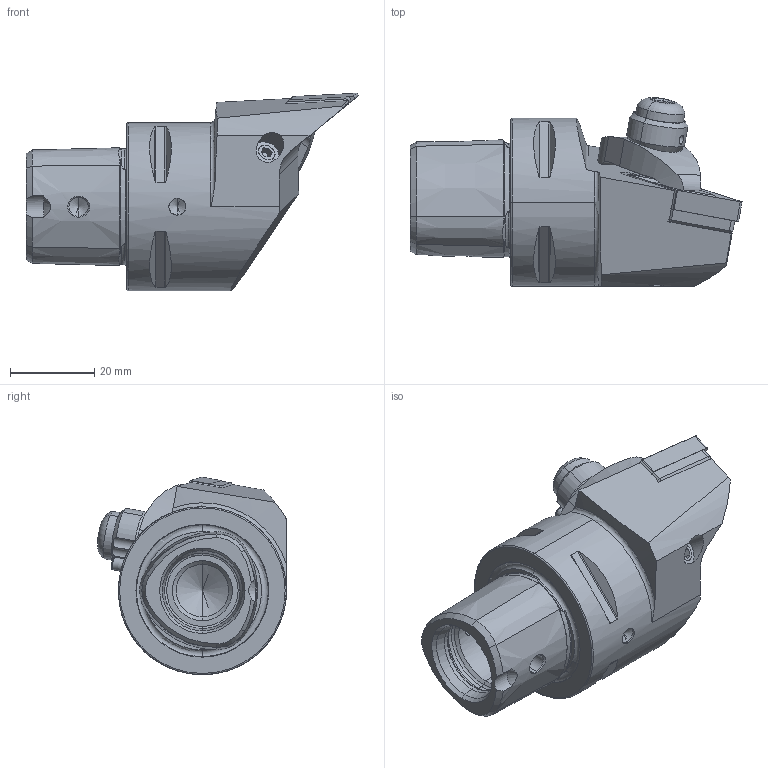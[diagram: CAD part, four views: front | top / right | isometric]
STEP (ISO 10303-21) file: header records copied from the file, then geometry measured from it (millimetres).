
FILE_DESCRIPTION (( 'STEP AP214' ), '1' );
FILE_NAME ('PS4.KVD.LJA.055.STEP', '2024-10-15T09:41:47', ( '' ), ( '' ), 'SwSTEP 2.0', 'SolidWorks 2022', '' );
FILE_SCHEMA (( 'AUTOMOTIVE_DESIGN' ));
Length unit declared in the file: millimetre
Products named in the file (11): WCC-ER5.102.012_B; ISO 13337 - 3 x 12_PreviewCfg; PS4.KVD.LJA.055; VNMG160404; WCC-ER4.103.032_A; ISO 4026 - M5 x 6_PreviewCfg; WCC-ER5.102.005_A; WCB-ER2.001.009_A; PS4-KVD.LJA.055_A; WVD-ER2.101.003_A; WCC-ER3.102.024_C
Assembly tree (10 placements, depth 2):
  PS4.KVD.LJA.055
    PS4-KVD.LJA.055_A
    ISO 13337 - 3 x 12_PreviewCfg
    WCC-ER4.103.032_A
    WCC-ER5.102.005_A
    WCC-ER5.102.012_B
    WCC-ER3.102.024_C
    WCB-ER2.001.009_A
    WVD-ER2.101.003_A
    ISO 4026 - M5 x 6_PreviewCfg
    VNMG160404
Bounding box: 79 x 44.94 x 47 mm (x, y, z)
Volume: 52000 mm3; surface area: 17983 mm2
Topology: 10 solids, 10 shells, 426 faces, 1054 edges, 641 vertices
Faces by surface type: cylinder 132, plane 109, cone 107, torus 64, bspline 12, sphere 2
Entity records: 14658 total; most frequent: CARTESIAN_POINT 4278, ORIENTED_EDGE 2072, DIRECTION 2052, EDGE_CURVE 1036, AXIS2_PLACEMENT_3D 834, VERTEX_POINT 641, EDGE_LOOP 459, ADVANCED_FACE 426
